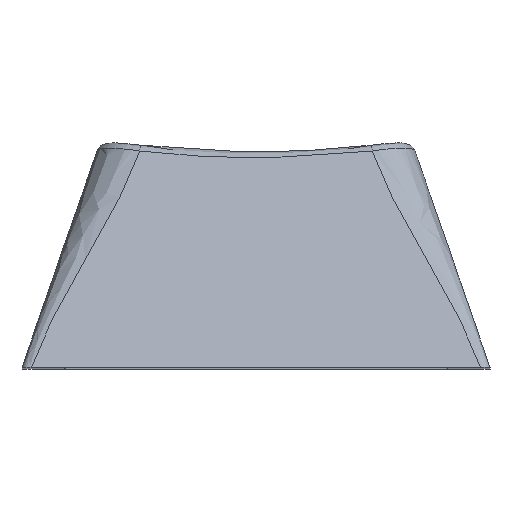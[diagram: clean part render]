
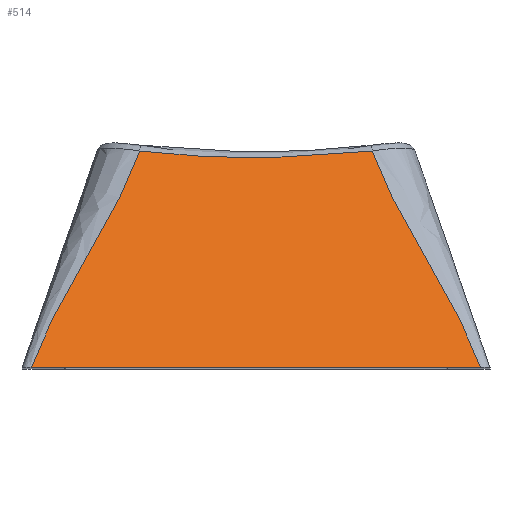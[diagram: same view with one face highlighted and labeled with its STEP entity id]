
A CAD part, top view. The second image highlights one B-rep face of the part: STEP entity #514.
In plain terms, the highlighted planar face has unit normal (0, 0.424, 0.906).
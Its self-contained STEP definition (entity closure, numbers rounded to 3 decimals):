
#337=VERTEX_POINT('',#338);
#338=CARTESIAN_POINT('',(17.635,0.0,0.0));
#350=EDGE_CURVE('',#337,#351,#353,.F.);
#351=VERTEX_POINT('',#352);
#352=CARTESIAN_POINT('',(0.365,0.0,0.0));
#353=LINE('',#354,#355);
#354=CARTESIAN_POINT('',(0.0,0.0,0.0));
#355=VECTOR('',#356,1.0);
#356=DIRECTION('',(1.0,0.0,0.0));
#514=ADVANCED_FACE('',(#515),#573,.T.);
#515=FACE_BOUND('',#516,.T.);
#516=EDGE_LOOP('',(#517,#541,#550,#572));
#517=ORIENTED_EDGE('',*,*,#518,.T.);
#518=EDGE_CURVE('',#337,#519,#521,.T.);
#519=VERTEX_POINT('',#520);
#520=CARTESIAN_POINT('',(13.474,8.329,-3.898));
#521=B_SPLINE_CURVE_WITH_KNOTS('',2,(#522,#523,#524,#525,#526,#527,#528,#529,#530,#531,#532,#533,#534,#535,#536,#537,#538,#539,#540),.UNSPECIFIED.,.F.,.U.,(3,2,2,2,2,2,2,2,2,3),(0.0,0.125,0.25,0.375,0.5,0.625,0.75,0.875,0.938,1.0),.UNSPECIFIED.);
#522=CARTESIAN_POINT('',(17.635,0.,0.));
#523=CARTESIAN_POINT('',(17.451,0.525,-0.246));
#524=CARTESIAN_POINT('',(17.194,1.097,-0.513));
#525=CARTESIAN_POINT('',(16.968,1.602,-0.75));
#526=CARTESIAN_POINT('',(16.671,2.171,-1.016));
#527=CARTESIAN_POINT('',(16.426,2.641,-1.236));
#528=CARTESIAN_POINT('',(16.094,3.23,-1.512));
#529=CARTESIAN_POINT('',(15.914,3.549,-1.661));
#530=CARTESIAN_POINT('',(15.49,4.281,-2.004));
#531=CARTESIAN_POINT('',(15.098,4.959,-2.321));
#532=CARTESIAN_POINT('',(14.889,5.333,-2.496));
#533=CARTESIAN_POINT('',(14.562,5.917,-2.769));
#534=CARTESIAN_POINT('',(14.319,6.394,-2.993));
#535=CARTESIAN_POINT('',(14.028,6.963,-3.259));
#536=CARTESIAN_POINT('',(13.809,7.472,-3.497));
#537=CARTESIAN_POINT('',(13.689,7.751,-3.628));
#538=CARTESIAN_POINT('',(13.587,8.02,-3.754));
#539=CARTESIAN_POINT('',(13.516,8.207,-3.841));
#540=CARTESIAN_POINT('',(13.388,8.575,-4.013));
#541=ORIENTED_EDGE('',*,*,#542,.T.);
#542=EDGE_CURVE('',#519,#543,#545,.T.);
#543=VERTEX_POINT('',#544);
#544=CARTESIAN_POINT('',(4.526,8.329,-3.898));
#545=ELLIPSE('',#546,39.058,36.65);
#546=AXIS2_PLACEMENT_3D('',#547,#548,#549);
#547=CARTESIAN_POINT('',(9.0,43.44,-20.332));
#548=DIRECTION('',(0.0,-0.424,-0.906));
#549=DIRECTION('',(0.0,-0.906,0.424));
#550=ORIENTED_EDGE('',*,*,#551,.T.);
#551=EDGE_CURVE('',#543,#351,#552,.T.);
#552=B_SPLINE_CURVE_WITH_KNOTS('',2,(#553,#554,#555,#556,#557,#558,#559,#560,#561,#562,#563,#564,#565,#566,#567,#568,#569,#570,#571),.UNSPECIFIED.,.F.,.U.,(3,2,2,2,2,2,2,2,2,3),(0.0,0.063,0.125,0.25,0.375,0.5,0.625,0.75,0.875,1.0),.UNSPECIFIED.);
#553=CARTESIAN_POINT('',(4.612,8.575,-4.013));
#554=CARTESIAN_POINT('',(4.485,8.207,-3.841));
#555=CARTESIAN_POINT('',(4.413,8.02,-3.754));
#556=CARTESIAN_POINT('',(4.311,7.752,-3.628));
#557=CARTESIAN_POINT('',(4.191,7.472,-3.497));
#558=CARTESIAN_POINT('',(3.972,6.964,-3.259));
#559=CARTESIAN_POINT('',(3.681,6.394,-2.993));
#560=CARTESIAN_POINT('',(3.438,5.917,-2.77));
#561=CARTESIAN_POINT('',(3.111,5.333,-2.496));
#562=CARTESIAN_POINT('',(2.902,4.96,-2.321));
#563=CARTESIAN_POINT('',(2.51,4.281,-2.004));
#564=CARTESIAN_POINT('',(2.087,3.549,-1.661));
#565=CARTESIAN_POINT('',(1.906,3.23,-1.512));
#566=CARTESIAN_POINT('',(1.574,2.642,-1.236));
#567=CARTESIAN_POINT('',(1.329,2.171,-1.016));
#568=CARTESIAN_POINT('',(1.033,1.603,-0.75));
#569=CARTESIAN_POINT('',(0.806,1.097,-0.513));
#570=CARTESIAN_POINT('',(0.549,0.525,-0.246));
#571=CARTESIAN_POINT('',(0.365,0.,0.));
#572=ORIENTED_EDGE('',*,*,#350,.F.);
#573=PLANE('',#574);
#574=AXIS2_PLACEMENT_3D('',#575,#576,#577);
#575=CARTESIAN_POINT('',(0.,0.,0.));
#576=DIRECTION('',(0.0,0.424,0.906));
#577=DIRECTION('',(0.0,-0.906,0.424));
